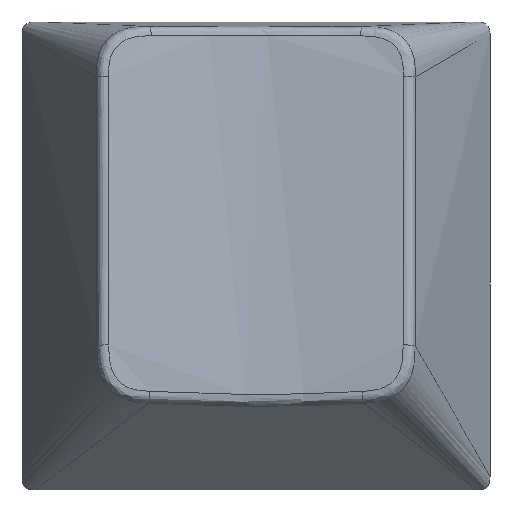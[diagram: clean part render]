
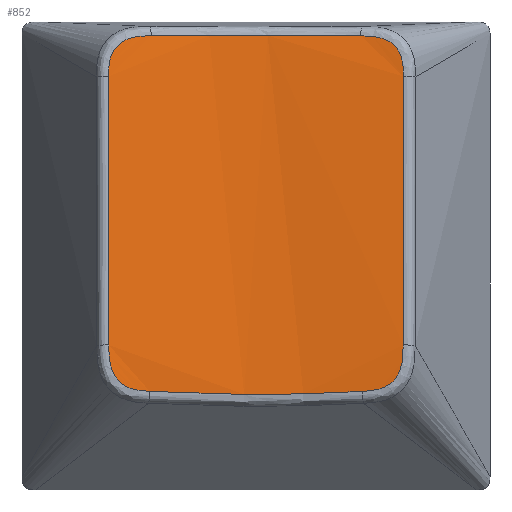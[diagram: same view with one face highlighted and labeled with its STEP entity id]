
A CAD part, top view. The second image highlights one B-rep face of the part: STEP entity #852.
In plain terms, the highlighted free-form (B-spline) face has degree [2, 1] with [9, 2] control points.
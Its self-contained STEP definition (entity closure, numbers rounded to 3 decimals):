
#852 = ADVANCED_FACE('',(#853),#958,.F.);
#853 = FACE_BOUND('',#854,.F.);
#854 = EDGE_LOOP('',(#855,#873,#882,#900,#910,#925,#934,#950));
#855 = ORIENTED_EDGE('',*,*,#856,.T.);
#856 = EDGE_CURVE('',#857,#859,#861,.T.);
#857 = VERTEX_POINT('',#858);
#858 = CARTESIAN_POINT('',(-4.107,-5.253,7.168));
#859 = VERTEX_POINT('',#860);
#860 = CARTESIAN_POINT('',(-5.693,-3.458,7.218));
#861 = B_SPLINE_CURVE_WITH_KNOTS('',3,(#862,#863,#864,#865,#866,#867,
    #868,#869,#870,#871,#872),.UNSPECIFIED.,.F.,.F.,(4,1,1,1,1,1,1,1,4),
  (0.132,0.534,0.889,1.207,1.507,
    1.814,2.148,2.523,2.946),.UNSPECIFIED.);
#862 = CARTESIAN_POINT('',(-4.107,-5.253,7.168));
#863 = CARTESIAN_POINT('',(-4.239,-5.246,7.183));
#864 = CARTESIAN_POINT('',(-4.485,-5.228,7.214));
#865 = CARTESIAN_POINT('',(-4.829,-5.154,7.255));
#866 = CARTESIAN_POINT('',(-5.121,-5.019,7.286));
#867 = CARTESIAN_POINT('',(-5.357,-4.82,7.303));
#868 = CARTESIAN_POINT('',(-5.53,-4.557,7.304));
#869 = CARTESIAN_POINT('',(-5.639,-4.236,7.29));
#870 = CARTESIAN_POINT('',(-5.689,-3.863,7.26));
#871 = CARTESIAN_POINT('',(-5.693,-3.598,7.233));
#872 = CARTESIAN_POINT('',(-5.693,-3.458,7.218));
#873 = ORIENTED_EDGE('',*,*,#874,.F.);
#874 = EDGE_CURVE('',#875,#859,#877,.T.);
#875 = VERTEX_POINT('',#876);
#876 = CARTESIAN_POINT('',(-5.703,6.932,6.14));
#877 = B_SPLINE_CURVE_WITH_KNOTS('',3,(#878,#879,#880,#881),
  .UNSPECIFIED.,.F.,.F.,(4,4),(-0.12,10.325),
  .PIECEWISE_BEZIER_KNOTS.);
#878 = CARTESIAN_POINT('',(-5.703,6.932,6.14));
#879 = CARTESIAN_POINT('',(-5.699,3.468,6.499));
#880 = CARTESIAN_POINT('',(-5.696,0.005,6.859)
  );
#881 = CARTESIAN_POINT('',(-5.693,-3.458,7.218));
#882 = ORIENTED_EDGE('',*,*,#883,.T.);
#883 = EDGE_CURVE('',#875,#884,#886,.T.);
#884 = VERTEX_POINT('',#885);
#885 = CARTESIAN_POINT('',(-4.055,8.501,5.731));
#886 = B_SPLINE_CURVE_WITH_KNOTS('',3,(#887,#888,#889,#890,#891,#892,
    #893,#894,#895,#896,#897,#898,#899),.UNSPECIFIED.,.F.,.F.,(4,1,1,1,1
    ,1,1,1,1,1,4),(0.12,0.471,0.821,1.125,
    1.271,1.417,1.568,1.72,1.884,
    2.049,2.842),.UNSPECIFIED.);
#887 = CARTESIAN_POINT('',(-5.703,6.932,6.14));
#888 = CARTESIAN_POINT('',(-5.703,7.048,6.128));
#889 = CARTESIAN_POINT('',(-5.7,7.28,6.103));
#890 = CARTESIAN_POINT('',(-5.652,7.61,6.061));
#891 = CARTESIAN_POINT('',(-5.555,7.857,6.018));
#892 = CARTESIAN_POINT('',(-5.449,8.02,5.983));
#893 = CARTESIAN_POINT('',(-5.354,8.13,5.956));
#894 = CARTESIAN_POINT('',(-5.244,8.226,5.929));
#895 = CARTESIAN_POINT('',(-5.117,8.308,5.9));
#896 = CARTESIAN_POINT('',(-4.976,8.375,5.871));
#897 = CARTESIAN_POINT('',(-4.629,8.49,5.807));
#898 = CARTESIAN_POINT('',(-4.313,8.5,5.763));
#899 = CARTESIAN_POINT('',(-4.055,8.501,5.731));
#900 = ORIENTED_EDGE('',*,*,#901,.F.);
#901 = EDGE_CURVE('',#902,#884,#904,.T.);
#902 = VERTEX_POINT('',#903);
#903 = CARTESIAN_POINT('',(4.054,8.501,5.731));
#904 = B_SPLINE_CURVE_WITH_KNOTS('',3,(#905,#906,#907,#908,#909),
  .UNSPECIFIED.,.F.,.F.,(4,1,4),(-0.221,3.892,8.005),
  .UNSPECIFIED.);
#905 = CARTESIAN_POINT('',(4.054,8.501,5.731));
#906 = CARTESIAN_POINT('',(2.709,8.507,5.565));
#907 = CARTESIAN_POINT('',(0.,8.513,5.397)
  );
#908 = CARTESIAN_POINT('',(-2.71,8.507,5.565));
#909 = CARTESIAN_POINT('',(-4.055,8.501,5.731));
#910 = ORIENTED_EDGE('',*,*,#911,.T.);
#911 = EDGE_CURVE('',#902,#912,#914,.T.);
#912 = VERTEX_POINT('',#913);
#913 = CARTESIAN_POINT('',(5.702,6.932,6.14));
#914 = B_SPLINE_CURVE_WITH_KNOTS('',3,(#915,#916,#917,#918,#919,#920,
    #921,#922,#923,#924),.UNSPECIFIED.,.F.,.F.,(4,1,1,1,1,1,1,4),(
    0.221,1.014,1.344,1.646,1.939,
    2.242,2.574,2.944),.UNSPECIFIED.);
#915 = CARTESIAN_POINT('',(4.054,8.501,5.731));
#916 = CARTESIAN_POINT('',(4.312,8.5,5.763));
#917 = CARTESIAN_POINT('',(4.684,8.488,5.815));
#918 = CARTESIAN_POINT('',(5.118,8.32,5.899));
#919 = CARTESIAN_POINT('',(5.36,8.139,5.956));
#920 = CARTESIAN_POINT('',(5.537,7.902,6.011));
#921 = CARTESIAN_POINT('',(5.649,7.616,6.06));
#922 = CARTESIAN_POINT('',(5.699,7.287,6.103));
#923 = CARTESIAN_POINT('',(5.702,7.054,6.127));
#924 = CARTESIAN_POINT('',(5.702,6.932,6.14));
#925 = ORIENTED_EDGE('',*,*,#926,.F.);
#926 = EDGE_CURVE('',#927,#912,#929,.T.);
#927 = VERTEX_POINT('',#928);
#928 = CARTESIAN_POINT('',(5.692,-3.458,7.218));
#929 = B_SPLINE_CURVE_WITH_KNOTS('',3,(#930,#931,#932,#933),
  .UNSPECIFIED.,.F.,.F.,(4,4),(-0.181,10.264),
  .PIECEWISE_BEZIER_KNOTS.);
#930 = CARTESIAN_POINT('',(5.692,-3.458,7.218));
#931 = CARTESIAN_POINT('',(5.695,0.005,6.859));
#932 = CARTESIAN_POINT('',(5.698,3.468,6.499));
#933 = CARTESIAN_POINT('',(5.702,6.932,6.14));
#934 = ORIENTED_EDGE('',*,*,#935,.T.);
#935 = EDGE_CURVE('',#927,#936,#938,.T.);
#936 = VERTEX_POINT('',#937);
#937 = CARTESIAN_POINT('',(4.107,-5.253,7.168));
#938 = B_SPLINE_CURVE_WITH_KNOTS('',3,(#939,#940,#941,#942,#943,#944,
    #945,#946,#947,#948,#949),.UNSPECIFIED.,.F.,.F.,(4,1,1,1,1,1,1,1,4),
  (0.181,0.603,0.979,1.313,1.619,
    1.92,2.238,2.593,2.995),.UNSPECIFIED.);
#939 = CARTESIAN_POINT('',(5.692,-3.458,7.218));
#940 = CARTESIAN_POINT('',(5.692,-3.598,7.233));
#941 = CARTESIAN_POINT('',(5.689,-3.863,7.26));
#942 = CARTESIAN_POINT('',(5.639,-4.236,7.29));
#943 = CARTESIAN_POINT('',(5.529,-4.557,7.304));
#944 = CARTESIAN_POINT('',(5.356,-4.82,7.303));
#945 = CARTESIAN_POINT('',(5.121,-5.019,7.286));
#946 = CARTESIAN_POINT('',(4.829,-5.154,7.255));
#947 = CARTESIAN_POINT('',(4.485,-5.228,7.214));
#948 = CARTESIAN_POINT('',(4.238,-5.246,7.183));
#949 = CARTESIAN_POINT('',(4.107,-5.253,7.168));
#950 = ORIENTED_EDGE('',*,*,#951,.F.);
#951 = EDGE_CURVE('',#857,#936,#952,.T.);
#952 = B_SPLINE_CURVE_WITH_KNOTS('',3,(#953,#954,#955,#956,#957),
  .UNSPECIFIED.,.F.,.F.,(4,1,4),(-0.132,4.044,8.219),
  .UNSPECIFIED.);
#953 = CARTESIAN_POINT('',(-4.107,-5.253,7.168));
#954 = CARTESIAN_POINT('',(-2.746,-5.332,7.006));
#955 = CARTESIAN_POINT('',(0.,-5.411,6.842)
  );
#956 = CARTESIAN_POINT('',(2.746,-5.332,7.006));
#957 = CARTESIAN_POINT('',(4.107,-5.253,7.168));
#958 = ( BOUNDED_SURFACE() B_SPLINE_SURFACE(2,1,(
    (#959,#960)
    ,(#961,#962)
    ,(#963,#964)
    ,(#965,#966)
    ,(#967,#968)
    ,(#969,#970)
    ,(#971,#972)
    ,(#973,#974)
,(#975,#976
    )),.UNSPECIFIED.,.T.,.F.,.F.) B_SPLINE_SURFACE_WITH_KNOTS((1,2,2,2,2
    ,2,1),(2,2),(-261.346,-209.077,-156.807,
    -104.538,-52.269,0.,52.269),(0.,202.813),
.UNSPECIFIED.) GEOMETRIC_REPRESENTATION_ITEM() RATIONAL_B_SPLINE_SURFACE
((
    (1.,1.)
    ,(0.707,0.707)
    ,(1.,1.)
    ,(0.707,0.707)
    ,(1.,1.)
    ,(0.707,0.707)
    ,(1.,1.)
    ,(0.707,0.707)
,(1.,1.))) REPRESENTATION_ITEM('') SURFACE() );
#959 = CARTESIAN_POINT('',(22.349,-122.29,27.747));
#960 = CARTESIAN_POINT('',(22.349,79.436,6.777));
#961 = CARTESIAN_POINT('',(-2.304,-124.601,5.518));
#962 = CARTESIAN_POINT('',(-2.304,77.126,-15.452));
#963 = CARTESIAN_POINT('',(-24.653,-122.052,30.038));
#964 = CARTESIAN_POINT('',(-24.653,79.675,9.068));
#965 = CARTESIAN_POINT('',(-47.003,-119.503,54.559));
#966 = CARTESIAN_POINT('',(-47.003,82.224,33.589));
#967 = CARTESIAN_POINT('',(-22.35,-117.192,76.789));
#968 = CARTESIAN_POINT('',(-22.35,84.534,55.819));
#969 = CARTESIAN_POINT('',(2.303,-114.881,99.018));
#970 = CARTESIAN_POINT('',(2.303,86.845,78.048));
#971 = CARTESIAN_POINT('',(24.653,-117.43,74.497));
#972 = CARTESIAN_POINT('',(24.653,84.296,53.527));
#973 = CARTESIAN_POINT('',(47.002,-119.979,49.977));
#974 = CARTESIAN_POINT('',(47.002,81.747,29.007));
#975 = CARTESIAN_POINT('',(22.349,-122.29,27.747));
#976 = CARTESIAN_POINT('',(22.349,79.436,6.777));
